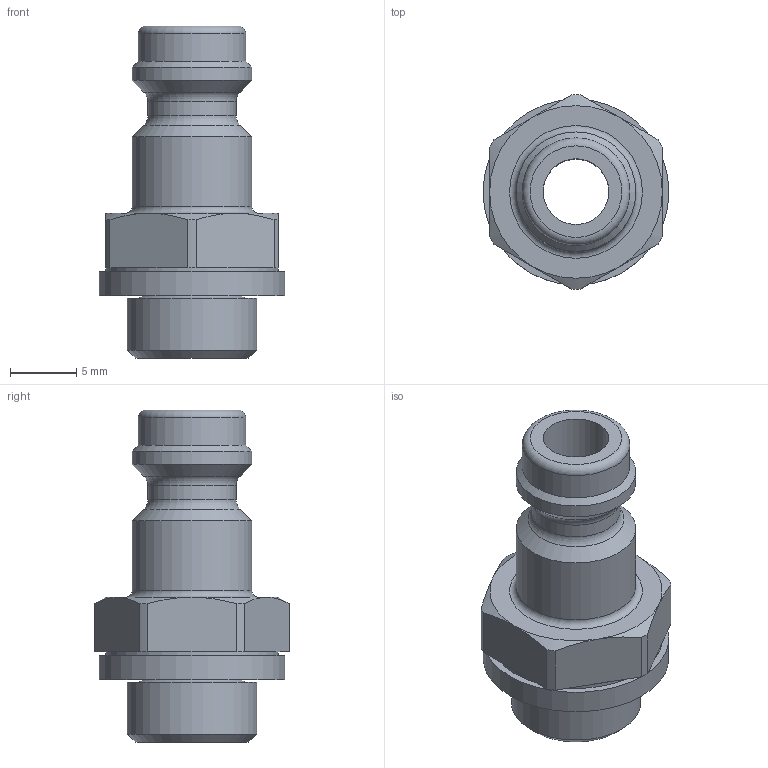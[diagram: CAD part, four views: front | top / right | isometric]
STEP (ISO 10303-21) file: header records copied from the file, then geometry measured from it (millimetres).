
FILE_DESCRIPTION(/* description */ ('STEP AP214'),/* implementation_level */ '2;1');
FILE_NAME(/* name */ '3492_KS3-1_8-A',/* time_stamp */ '2024-08-22T07:40:14+02:00',/* author */ ('License CC BY-ND 4.0'),/* organization */ ('CADENAS'),/* preprocessor_version */ 'ST-DEVELOPER v19.3',/* originating_system */ 'PARTsolutions',/* authorisation */ ' ');
FILE_SCHEMA (('AUTOMOTIVE_DESIGN {1 0 10303 214 3 1 1}'));
Length unit declared in the file: millimetre
Products named in the file (1): 3492 KS3-1/8-A
Bounding box: 14 x 14.65 x 25 mm (x, y, z)
Volume: 1436.6 mm3; surface area: 1599.7 mm2
Topology: 1 solids, 1 shells, 51 faces, 106 edges, 62 vertices
Faces by surface type: plane 19, cylinder 15, cone 12, torus 5
Full cylindrical faces by diameter (mm): 4.95 x1, 6.65 x1, 8.1 x1, 9 x2, 9.728 x1, 10.2 x1, 13 x1, 14 x1
Entity records: 1288 total; most frequent: CARTESIAN_POINT 236, DIRECTION 228, ORIENTED_EDGE 172, AXIS2_PLACEMENT_3D 102, EDGE_CURVE 86, EDGE_LOOP 78, FACE_BOUND 78, VERTEX_POINT 62
